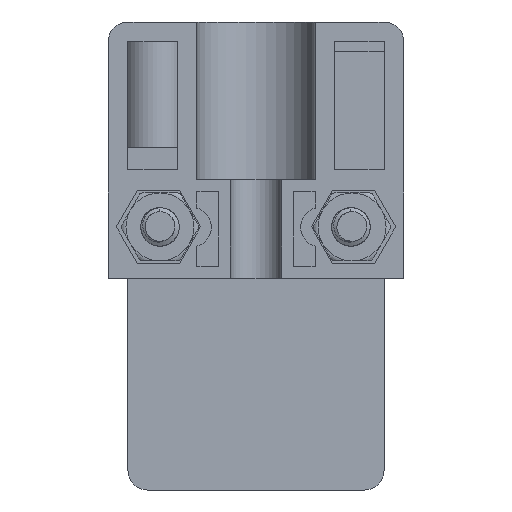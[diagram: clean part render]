
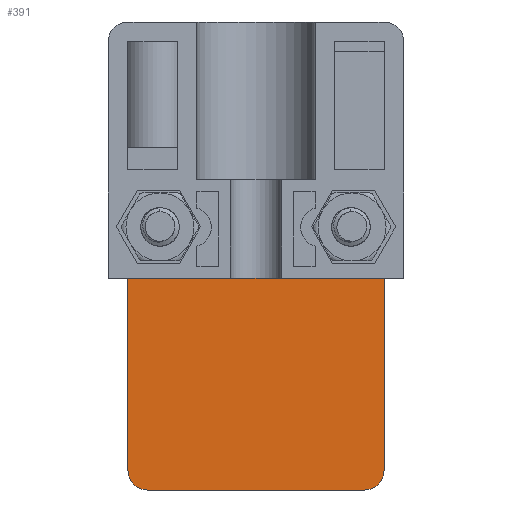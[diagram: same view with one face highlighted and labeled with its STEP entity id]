
A CAD part, front view. The second image highlights one B-rep face of the part: STEP entity #391.
In plain terms, the highlighted planar face has unit normal (0, -1, 0).
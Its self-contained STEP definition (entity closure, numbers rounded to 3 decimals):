
#391 = ADVANCED_FACE( '', ( #2233 ), #2234, .F. );
#2233 = FACE_OUTER_BOUND( '', #10727, .T. );
#2234 = PLANE( '', #10728 );
#10727 = EDGE_LOOP( '', ( #23276, #23277, #23278, #23279, #23280, #23281 ) );
#10728 = AXIS2_PLACEMENT_3D( '', #23282, #23283, #23284 );
#23276 = ORIENTED_EDGE( '', *, *, #33321, .T. );
#23277 = ORIENTED_EDGE( '', *, *, #33369, .T. );
#23278 = ORIENTED_EDGE( '', *, *, #33366, .T. );
#23279 = ORIENTED_EDGE( '', *, *, #33880, .T. );
#23280 = ORIENTED_EDGE( '', *, *, #33362, .T. );
#23281 = ORIENTED_EDGE( '', *, *, #33881, .T. );
#23282 = CARTESIAN_POINT( '', ( 9.75, -49.5, 5.2 ) );
#23283 = DIRECTION( '', ( 0., 1., 0. ) );
#23284 = DIRECTION( '', ( 0., 0., 1. ) );
#33321 = EDGE_CURVE( '', #37713, #37714, #37715, .T. );
#33362 = EDGE_CURVE( '', #37788, #37789, #37790, .T. );
#33366 = EDGE_CURVE( '', #37795, #37793, #37796, .T. );
#33369 = EDGE_CURVE( '', #37714, #37795, #37799, .T. );
#33880 = EDGE_CURVE( '', #37793, #37788, #38683, .F. );
#33881 = EDGE_CURVE( '', #37789, #37713, #38684, .F. );
#37713 = VERTEX_POINT( '', #47458 );
#37714 = VERTEX_POINT( '', #47459 );
#37715 = LINE( '', #47460, #47461 );
#37788 = VERTEX_POINT( '', #47570 );
#37789 = VERTEX_POINT( '', #47571 );
#37790 = LINE( '', #47572, #47573 );
#37793 = VERTEX_POINT( '', #47578 );
#37795 = VERTEX_POINT( '', #47581 );
#37796 = LINE( '', #47582, #47583 );
#37799 = LINE( '', #47588, #47589 );
#38683 = CIRCLE( '', #52496, 2. );
#38684 = CIRCLE( '', #52497, 2. );
#47458 = CARTESIAN_POINT( '', ( 13., -49.5, -19.5 ) );
#47459 = CARTESIAN_POINT( '', ( 13., -49.5, 0. ) );
#47460 = CARTESIAN_POINT( '', ( 13., -49.5, -21.5 ) );
#47461 = VECTOR( '', #67193, 1000. );
#47570 = CARTESIAN_POINT( '', ( -11., -49.5, -21.5 ) );
#47571 = CARTESIAN_POINT( '', ( 11., -49.5, -21.5 ) );
#47572 = CARTESIAN_POINT( '', ( -13., -49.5, -21.5 ) );
#47573 = VECTOR( '', #67242, 1000. );
#47578 = CARTESIAN_POINT( '', ( -13., -49.5, -19.5 ) );
#47581 = CARTESIAN_POINT( '', ( -13., -49.5, 0. ) );
#47582 = CARTESIAN_POINT( '', ( -13., -49.5, 0. ) );
#47583 = VECTOR( '', #67246, 1000. );
#47588 = CARTESIAN_POINT( '', ( 9.75, -49.5, 0. ) );
#47589 = VECTOR( '', #67249, 1000. );
#52496 = AXIS2_PLACEMENT_3D( '', #67846, #67847, #67848 );
#52497 = AXIS2_PLACEMENT_3D( '', #67849, #67850, #67851 );
#67193 = DIRECTION( '', ( 0., 0., 1. ) );
#67242 = DIRECTION( '', ( 1., 0., 0. ) );
#67246 = DIRECTION( '', ( 0., 0., -1. ) );
#67249 = DIRECTION( '', ( -1., 0., 0. ) );
#67846 = CARTESIAN_POINT( '', ( -11., -49.5, -19.5 ) );
#67847 = DIRECTION( '', ( 0., 1., 0. ) );
#67848 = DIRECTION( '', ( 0., 0., 1. ) );
#67849 = CARTESIAN_POINT( '', ( 11., -49.5, -19.5 ) );
#67850 = DIRECTION( '', ( 0., 1., 0. ) );
#67851 = DIRECTION( '', ( 0., 0., 1. ) );
